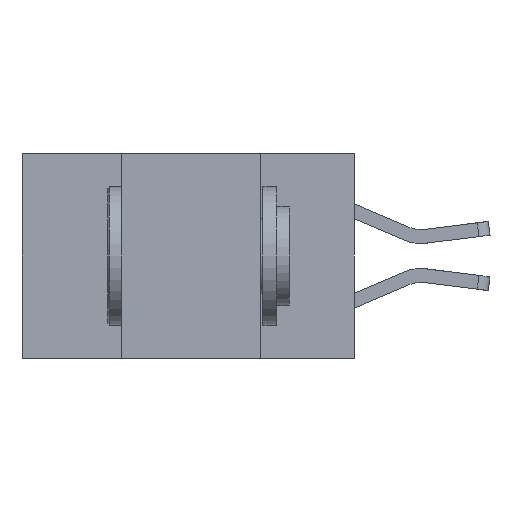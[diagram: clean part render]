
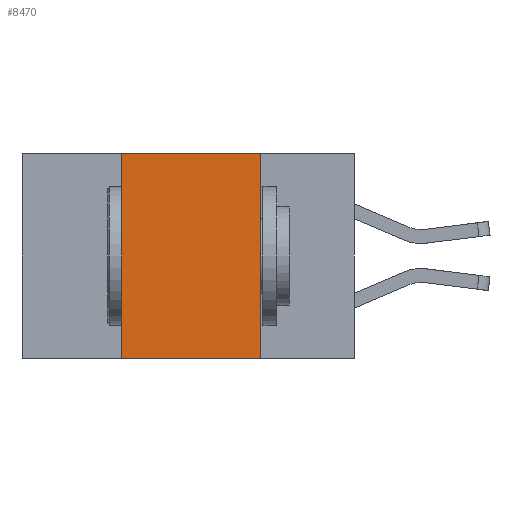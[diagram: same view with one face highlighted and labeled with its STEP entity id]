
A CAD part, left-side view. The second image highlights one B-rep face of the part: STEP entity #8470.
In plain terms, the highlighted planar face has unit normal (-1, 0, 0).
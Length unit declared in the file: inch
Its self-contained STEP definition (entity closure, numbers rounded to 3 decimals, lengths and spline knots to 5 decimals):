
#94 = CARTESIAN_POINT ( 'NONE',  ( 0., 0.42, -0.37 ) ) ;
#143 = DIRECTION ( 'NONE',  ( 0., 0., 1. ) ) ;
#704 = EDGE_CURVE ( 'NONE', #6020, #8635, #6643, .T. ) ;
#1000 = DIRECTION ( 'NONE',  ( 0., 0., -1. ) ) ;
#1341 = CARTESIAN_POINT ( 'NONE',  ( 0., 0.6, -0.37 ) ) ;
#2747 = CARTESIAN_POINT ( 'NONE',  ( 0., 0.17, -0.37 ) ) ;
#2912 = CARTESIAN_POINT ( 'NONE',  ( 0., 0.6, 0. ) ) ;
#2966 = LINE ( 'NONE', #2912, #8988 ) ;
#3170 = DIRECTION ( 'NONE',  ( 1., 0., 0. ) ) ;
#3398 = VERTEX_POINT ( 'NONE', #9453 ) ;
#3810 = FACE_OUTER_BOUND ( 'NONE', #6170, .T. ) ;
#3936 = AXIS2_PLACEMENT_3D ( 'NONE', #7722, #3170, #1000 ) ;
#4014 = EDGE_CURVE ( 'NONE', #6020, #9357, #7426, .T. ) ;
#4109 = CARTESIAN_POINT ( 'NONE',  ( 0., 0.42, 0. ) ) ;
#4328 = VECTOR ( 'NONE', #4489, 39.37008 ) ;
#4399 = DIRECTION ( 'NONE',  ( 0., -1., 0. ) ) ;
#4472 = ORIENTED_EDGE ( 'NONE', *, *, #4014, .T. ) ;
#4489 = DIRECTION ( 'NONE',  ( 0., -1., 0. ) ) ;
#4743 = PLANE ( 'NONE',  #3936 ) ;
#5381 = EDGE_CURVE ( 'NONE', #8635, #3398, #2966, .T. ) ;
#6020 = VERTEX_POINT ( 'NONE', #94 ) ;
#6170 = EDGE_LOOP ( 'NONE', ( #7391, #9606, #8939, #4472 ) ) ;
#6231 = VECTOR ( 'NONE', #8096, 39.37008 ) ;
#6239 = CARTESIAN_POINT ( 'NONE',  ( 0., 0.17, -0.37 ) ) ;
#6643 = LINE ( 'NONE', #8886, #7533 ) ;
#7266 = EDGE_CURVE ( 'NONE', #3398, #9357, #7957, .T. ) ;
#7391 = ORIENTED_EDGE ( 'NONE', *, *, #7266, .F. ) ;
#7426 = LINE ( 'NONE', #1341, #4328 ) ;
#7533 = VECTOR ( 'NONE', #143, 39.37008 ) ;
#7722 = CARTESIAN_POINT ( 'NONE',  ( 0., 0.6, 0. ) ) ;
#7957 = LINE ( 'NONE', #2747, #6231 ) ;
#8096 = DIRECTION ( 'NONE',  ( 0., 0., -1. ) ) ;
#8470 = ADVANCED_FACE ( 'NONE', ( #3810 ), #4743, .F. ) ;
#8635 = VERTEX_POINT ( 'NONE', #4109 ) ;
#8886 = CARTESIAN_POINT ( 'NONE',  ( 0., 0.42, -0.37 ) ) ;
#8939 = ORIENTED_EDGE ( 'NONE', *, *, #704, .F. ) ;
#8988 = VECTOR ( 'NONE', #4399, 39.37008 ) ;
#9357 = VERTEX_POINT ( 'NONE', #6239 ) ;
#9453 = CARTESIAN_POINT ( 'NONE',  ( 0., 0.17, 0. ) ) ;
#9606 = ORIENTED_EDGE ( 'NONE', *, *, #5381, .F. ) ;
